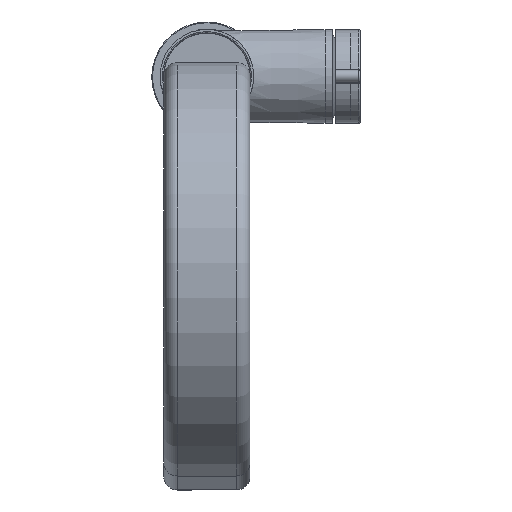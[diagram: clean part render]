
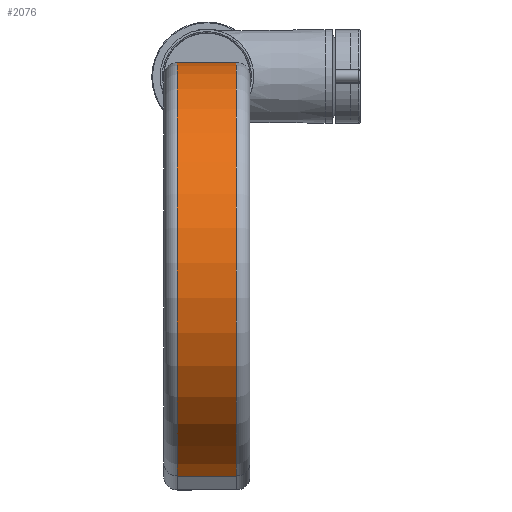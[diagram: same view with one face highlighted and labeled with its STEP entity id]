
A CAD part, top view. The second image highlights one B-rep face of the part: STEP entity #2076.
In plain terms, the highlighted cylindrical face has radius 85.5 mm (diameter 171 mm), a partial arc.
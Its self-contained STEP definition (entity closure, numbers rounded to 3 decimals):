
#202=CYLINDRICAL_SURFACE('',#2386,85.5);
#275=FACE_OUTER_BOUND('',#420,.T.);
#420=EDGE_LOOP('',(#1602,#1603,#1604,#1605));
#579=LINE('',#3597,#716);
#584=LINE('',#3634,#721);
#716=VECTOR('',#2775,24.);
#721=VECTOR('',#2828,24.);
#867=CIRCLE('',#2380,85.5);
#870=CIRCLE('',#2385,85.5);
#999=VERTEX_POINT('',#3590);
#1001=VERTEX_POINT('',#3596);
#1006=VERTEX_POINT('',#3620);
#1009=VERTEX_POINT('',#3630);
#1207=EDGE_CURVE('',#999,#1001,#579,.T.);
#1221=EDGE_CURVE('',#1006,#1001,#867,.T.);
#1225=EDGE_CURVE('',#1009,#999,#870,.T.);
#1226=EDGE_CURVE('',#1009,#1006,#584,.T.);
#1602=ORIENTED_EDGE('',*,*,#1226,.T.);
#1603=ORIENTED_EDGE('',*,*,#1221,.T.);
#1604=ORIENTED_EDGE('',*,*,#1207,.F.);
#1605=ORIENTED_EDGE('',*,*,#1225,.F.);
#2076=ADVANCED_FACE('',(#275),#202,.T.);
#2380=AXIS2_PLACEMENT_3D('',#3624,#2813,#2814);
#2385=AXIS2_PLACEMENT_3D('',#3632,#2824,#2825);
#2386=AXIS2_PLACEMENT_3D('',#3633,#2826,#2827);
#2775=DIRECTION('',(0.,0.,1.));
#2813=DIRECTION('center_axis',(0.,0.,
-1.));
#2814=DIRECTION('ref_axis',(-1.,0.,0.));
#2824=DIRECTION('center_axis',(0.,0.,
-1.));
#2825=DIRECTION('ref_axis',(-1.,0.,0.));
#2826=DIRECTION('center_axis',(0.,0.,
-1.));
#2827=DIRECTION('ref_axis',(1.,0.,0.));
#2828=DIRECTION('',(0.,0.,1.));
#3590=CARTESIAN_POINT('',(162.587,42.129,-12.));
#3596=CARTESIAN_POINT('',(162.587,42.129,12.));
#3597=CARTESIAN_POINT('',(162.587,42.129,-12.));
#3620=CARTESIAN_POINT('',(-5.5,20.,12.));
#3624=CARTESIAN_POINT('Origin',(80.,20.,12.));
#3630=CARTESIAN_POINT('',(-5.5,20.,-12.));
#3632=CARTESIAN_POINT('Origin',(80.,20.,-12.));
#3633=CARTESIAN_POINT('Origin',(80.,20.,1.));
#3634=CARTESIAN_POINT('',(-5.5,20.,-12.));
